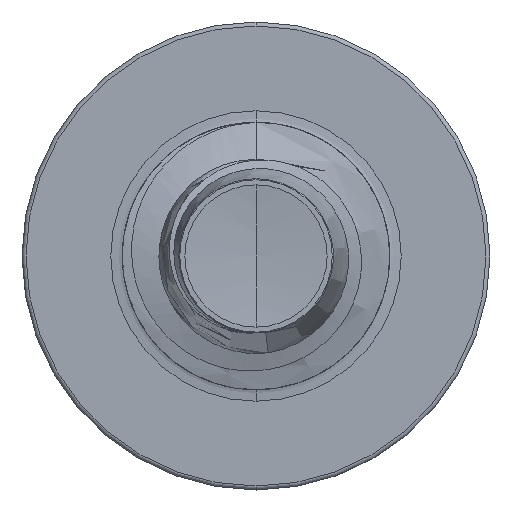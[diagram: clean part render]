
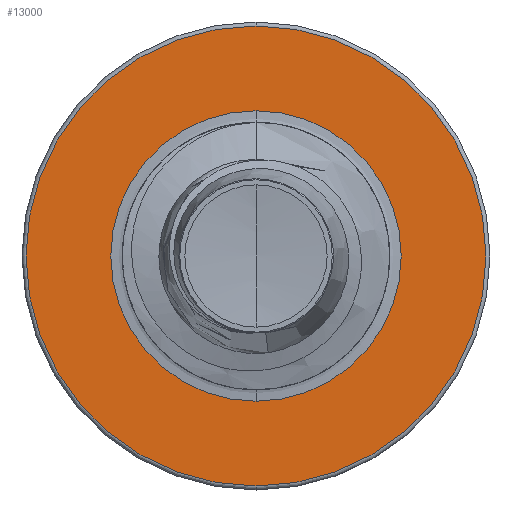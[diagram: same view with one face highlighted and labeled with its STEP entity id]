
A CAD part, front view. The second image highlights one B-rep face of the part: STEP entity #13000.
In plain terms, the highlighted planar face has unit normal (0, -1, 0).
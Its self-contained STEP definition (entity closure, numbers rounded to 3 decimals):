
#21 = DIRECTION ( 'NONE',  ( 0., 0., 1. ) ) ;
#147 = DIRECTION ( 'NONE',  ( 0., 1., 0. ) ) ;
#177 = CARTESIAN_POINT ( 'NONE',  ( 0., 11., 0. ) ) ;
#1137 = EDGE_LOOP ( 'NONE', ( #16276, #20931 ) ) ;
#1644 = VERTEX_POINT ( 'NONE', #10918 ) ;
#1969 = VERTEX_POINT ( 'NONE', #21126 ) ;
#2465 = DIRECTION ( 'NONE',  ( 0., 0., 1. ) ) ;
#2735 = CARTESIAN_POINT ( 'NONE',  ( 0., 11., 0. ) ) ;
#3329 = EDGE_CURVE ( 'NONE', #6404, #1644, #20284, .T. ) ;
#3939 = CARTESIAN_POINT ( 'NONE',  ( 0., 11., -1.72 ) ) ;
#4062 = AXIS2_PLACEMENT_3D ( 'NONE', #8172, #8146, #8109 ) ;
#4439 = DIRECTION ( 'NONE',  ( 0., 0., 1. ) ) ;
#4512 = DIRECTION ( 'NONE',  ( 0., 1., 0. ) ) ;
#4581 = CARTESIAN_POINT ( 'NONE',  ( 0., 11., -1.086 ) ) ;
#4620 = PLANE ( 'NONE',  #16776 ) ;
#5098 = ORIENTED_EDGE ( 'NONE', *, *, #14548, .T. ) ;
#5468 = DIRECTION ( 'NONE',  ( 0., 0., 1. ) ) ;
#6404 = VERTEX_POINT ( 'NONE', #3939 ) ;
#8109 = DIRECTION ( 'NONE',  ( 0., 0., 1. ) ) ;
#8146 = DIRECTION ( 'NONE',  ( 0., 1., 0. ) ) ;
#8172 = CARTESIAN_POINT ( 'NONE',  ( 0., 11., 0. ) ) ;
#8816 = AXIS2_PLACEMENT_3D ( 'NONE', #2735, #18260, #5468 ) ;
#9625 = FACE_OUTER_BOUND ( 'NONE', #1137, .T. ) ;
#9975 = CIRCLE ( 'NONE', #8816, 1.086 ) ;
#10700 = CIRCLE ( 'NONE', #24198, 1.086 ) ;
#10918 = CARTESIAN_POINT ( 'NONE',  ( 0., 11., 1.72 ) ) ;
#13000 = ADVANCED_FACE ( 'NONE', ( #9625, #24255 ), #4620, .F. ) ;
#13041 = EDGE_CURVE ( 'NONE', #1644, #6404, #15193, .T. ) ;
#13466 = EDGE_LOOP ( 'NONE', ( #25143, #5098 ) ) ;
#14288 = EDGE_CURVE ( 'NONE', #20844, #1969, #10700, .T. ) ;
#14548 = EDGE_CURVE ( 'NONE', #1969, #20844, #9975, .T. ) ;
#15193 = CIRCLE ( 'NONE', #15512, 1.72 ) ;
#15512 = AXIS2_PLACEMENT_3D ( 'NONE', #177, #147, #21 ) ;
#16276 = ORIENTED_EDGE ( 'NONE', *, *, #13041, .F. ) ;
#16323 = DIRECTION ( 'NONE',  ( 0., 1., 0. ) ) ;
#16776 = AXIS2_PLACEMENT_3D ( 'NONE', #4581, #4512, #4439 ) ;
#18260 = DIRECTION ( 'NONE',  ( 0., 1., 0. ) ) ;
#20284 = CIRCLE ( 'NONE', #4062, 1.72 ) ;
#20844 = VERTEX_POINT ( 'NONE', #24693 ) ;
#20931 = ORIENTED_EDGE ( 'NONE', *, *, #3329, .F. ) ;
#21126 = CARTESIAN_POINT ( 'NONE',  ( 0., 11., -1.086 ) ) ;
#24198 = AXIS2_PLACEMENT_3D ( 'NONE', #26206, #16323, #2465 ) ;
#24255 = FACE_BOUND ( 'NONE', #13466, .T. ) ;
#24693 = CARTESIAN_POINT ( 'NONE',  ( 0., 11., 1.086 ) ) ;
#25143 = ORIENTED_EDGE ( 'NONE', *, *, #14288, .T. ) ;
#26206 = CARTESIAN_POINT ( 'NONE',  ( 0., 11., 0. ) ) ;
